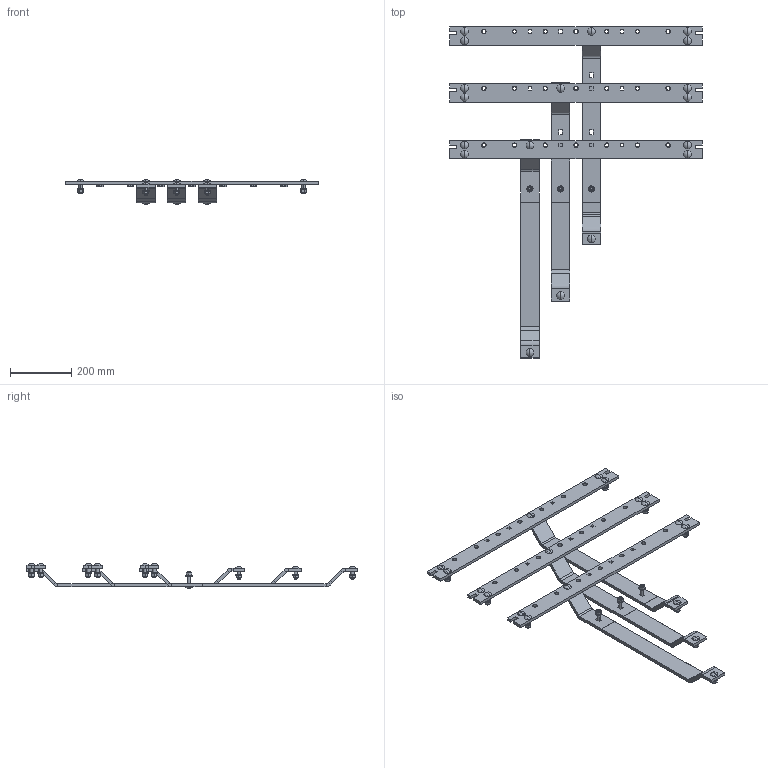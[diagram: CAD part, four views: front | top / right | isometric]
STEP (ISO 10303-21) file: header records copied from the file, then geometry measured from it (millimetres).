
FILE_DESCRIPTION(('STEP AP214'),'1');
FILE_NAME('cctmp_F4194119-42D9-4009-A6F3-670936E164E0_2024_06_07_11_32_09_0021..stp','2024-06-07T09:32:09',('SIEMENS A&D'),('CADClick - www.CADClick.com'),'Spatial InterOp 3D',' ','unknown authorization');
FILE_SCHEMA(('AUTOMOTIVE_DESIGN'));
Length unit declared in the file: millimetre
Products named in the file (23): cc_unnamed; 2024_06_07_11_32_08_0979; 2024_06_07_11_32_08_0938; 2024_06_07_11_32_08_0898; 2024_06_07_11_32_08_0857; 2024_06_07_11_32_08_0816; 2024_06_07_11_32_08_0776; 2024_06_07_11_32_08_0735; 2024_06_07_11_32_08_0694; 2024_06_07_11_32_08_0653; 2024_06_07_11_32_08_0612; 2024_06_07_11_32_08_0571; 2024_06_07_11_32_08_0530; 2024_06_07_11_32_08_0489; 2024_06_07_11_32_08_0407; 2024_06_07_11_32_08_0366; 2024_06_07_11_32_08_0326; 2024_06_07_11_32_08_0285; 2024_06_07_11_32_08_0244; 2024_06_07_11_32_08_0203; 2024_06_07_11_32_08_0162; 2024_06_07_11_32_08_0121; 2024_06_07_11_32_08_0080
Assembly tree (22 placements, depth 2):
  cc_unnamed
    2024_06_07_11_32_08_0979
    2024_06_07_11_32_08_0938
    2024_06_07_11_32_08_0898
    2024_06_07_11_32_08_0857
    2024_06_07_11_32_08_0816
    2024_06_07_11_32_08_0776
    2024_06_07_11_32_08_0735
    2024_06_07_11_32_08_0694
    2024_06_07_11_32_08_0653
    2024_06_07_11_32_08_0612
    2024_06_07_11_32_08_0571
    2024_06_07_11_32_08_0530
    2024_06_07_11_32_08_0489
    2024_06_07_11_32_08_0407
    2024_06_07_11_32_08_0366
    2024_06_07_11_32_08_0326
    2024_06_07_11_32_08_0285
    2024_06_07_11_32_08_0244
    2024_06_07_11_32_08_0203
    2024_06_07_11_32_08_0162
    2024_06_07_11_32_08_0121
    2024_06_07_11_32_08_0080
Bounding box: 822 x 1081 x 80.76 mm (x, y, z)
Volume: 3400306.3 mm3; surface area: 874889.5 mm2
Topology: 30 solids, 30 shells, 1473 faces, 3327 edges, 2088 vertices
Faces by surface type: plane 855, cone 294, cylinder 282, sphere 42
Entity records: 53866 total; most frequent: CARTESIAN_POINT 8927, DIRECTION 6736, ORIENTED_EDGE 6654, EDGE_CURVE 3327, AXIS2_PLACEMENT_3D 2417, VERTEX_POINT 2088, LINE 1902, VECTOR 1902
